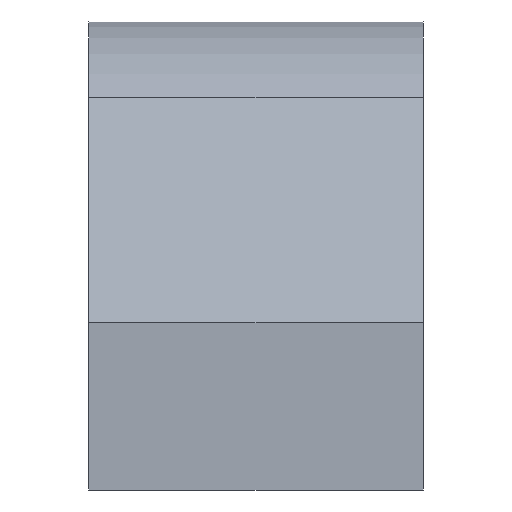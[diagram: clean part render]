
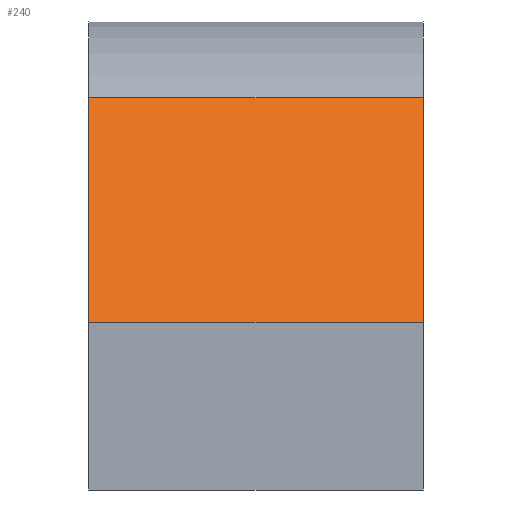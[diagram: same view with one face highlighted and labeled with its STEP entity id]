
A CAD part, front view. The second image highlights one B-rep face of the part: STEP entity #240.
In plain terms, the highlighted planar face has unit normal (0, -0.786, 0.619).
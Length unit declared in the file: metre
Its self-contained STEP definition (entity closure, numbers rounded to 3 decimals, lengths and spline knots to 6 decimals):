
#19=LINE('',#357,#41);
#35=LINE('',#397,#57);
#36=LINE('',#401,#58);
#37=LINE('',#402,#59);
#41=VECTOR('',#289,1.);
#57=VECTOR('',#325,1.);
#58=VECTOR('',#330,1.);
#59=VECTOR('',#331,1.);
#92=ORIENTED_EDGE('',*,*,#146,.F.);
#93=ORIENTED_EDGE('',*,*,#124,.F.);
#94=ORIENTED_EDGE('',*,*,#147,.T.);
#95=ORIENTED_EDGE('',*,*,#144,.T.);
#124=EDGE_CURVE('',#154,#152,#19,.T.);
#144=EDGE_CURVE('',#169,#168,#35,.T.);
#146=EDGE_CURVE('',#152,#168,#36,.T.);
#147=EDGE_CURVE('',#154,#169,#37,.T.);
#152=VERTEX_POINT('',#352);
#154=VERTEX_POINT('',#356);
#168=VERTEX_POINT('',#396);
#169=VERTEX_POINT('',#398);
#191=EDGE_LOOP('',(#92,#93,#94,#95));
#213=FACE_BOUND('',#191,.T.);
#230=PLANE('',#272);
#240=ADVANCED_FACE('',(#213),#230,.T.);
#272=AXIS2_PLACEMENT_3D('',#400,#328,#329);
#289=DIRECTION('',(-1.,0.,0.));
#325=DIRECTION('',(-1.,0.,0.));
#328=DIRECTION('',(0.,-0.786,0.619));
#329=DIRECTION('',(0.,-0.619,-0.786));
#330=DIRECTION('',(0.,0.619,0.786));
#331=DIRECTION('',(0.,0.619,0.786));
#352=CARTESIAN_POINT('',(-0.005,-0.095654,0.075933));
#356=CARTESIAN_POINT('',(0.005,-0.095654,0.075933));
#357=CARTESIAN_POINT('',(0.005,-0.095654,0.075933));
#396=CARTESIAN_POINT('',(-0.005,-0.090367,0.082645));
#397=CARTESIAN_POINT('',(0.005,-0.090367,0.082645));
#398=CARTESIAN_POINT('',(0.005,-0.090367,0.082645));
#400=CARTESIAN_POINT('',(0.005,-0.093011,0.079289));
#401=CARTESIAN_POINT('',(-0.005,-0.093011,0.079289));
#402=CARTESIAN_POINT('',(0.005,-0.093011,0.079289));
